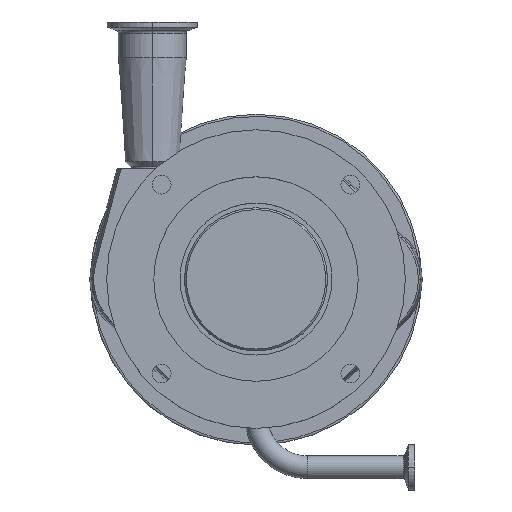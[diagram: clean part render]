
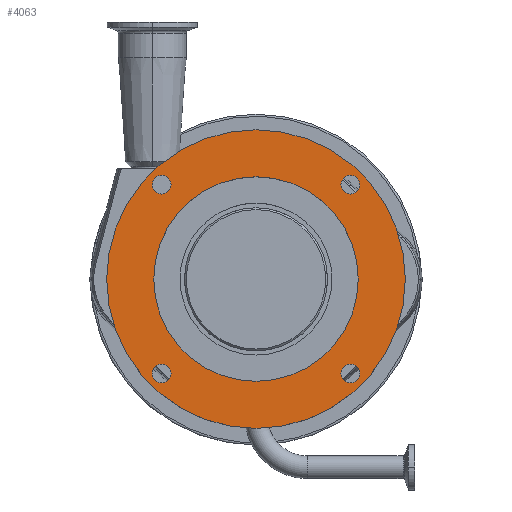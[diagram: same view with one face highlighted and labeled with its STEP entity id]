
A CAD part, top view. The second image highlights one B-rep face of the part: STEP entity #4063.
In plain terms, the highlighted planar face has unit normal (0, 0, 1).
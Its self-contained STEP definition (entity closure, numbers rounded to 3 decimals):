
#45 = DIRECTION ( 'NONE',  ( 1., 0., 0. ) ) ;
#142 = EDGE_LOOP ( 'NONE', ( #1272, #3587 ) ) ;
#237 = AXIS2_PLACEMENT_3D ( 'NONE', #4279, #4883, #8577 ) ;
#371 = CARTESIAN_POINT ( 'NONE',  ( -83.5, 0., -5.5 ) ) ;
#501 = ORIENTED_EDGE ( 'NONE', *, *, #2390, .F. ) ;
#526 = ORIENTED_EDGE ( 'NONE', *, *, #5883, .F. ) ;
#662 = EDGE_LOOP ( 'NONE', ( #2011, #526 ) ) ;
#765 = CARTESIAN_POINT ( 'NONE',  ( 0., 0., -5.5 ) ) ;
#789 = CARTESIAN_POINT ( 'NONE',  ( 52.759, 52.759, -5.5 ) ) ;
#872 = VERTEX_POINT ( 'NONE', #3821 ) ;
#953 = CIRCLE ( 'NONE', #5707, 5.25 ) ;
#1097 = CARTESIAN_POINT ( 'NONE',  ( 52.759, -52.759, -5.5 ) ) ;
#1110 = CIRCLE ( 'NONE', #6028, 5.25 ) ;
#1238 = FACE_BOUND ( 'NONE', #5342, .T. ) ;
#1272 = ORIENTED_EDGE ( 'NONE', *, *, #3302, .T. ) ;
#1298 = EDGE_LOOP ( 'NONE', ( #6454, #3810 ) ) ;
#1387 = EDGE_CURVE ( 'NONE', #1714, #8705, #7816, .T. ) ;
#1438 = FACE_BOUND ( 'NONE', #1298, .T. ) ;
#1515 = VERTEX_POINT ( 'NONE', #6139 ) ;
#1640 = CARTESIAN_POINT ( 'NONE',  ( 0., 0., -5.5 ) ) ;
#1663 = CARTESIAN_POINT ( 'NONE',  ( -58.009, -52.759, -5.5 ) ) ;
#1714 = VERTEX_POINT ( 'NONE', #3173 ) ;
#1722 = VERTEX_POINT ( 'NONE', #1663 ) ;
#1851 = VERTEX_POINT ( 'NONE', #6551 ) ;
#1889 = AXIS2_PLACEMENT_3D ( 'NONE', #5872, #8762, #2222 ) ;
#1914 = AXIS2_PLACEMENT_3D ( 'NONE', #765, #9384, #7223 ) ;
#2011 = ORIENTED_EDGE ( 'NONE', *, *, #2370, .F. ) ;
#2094 = EDGE_CURVE ( 'NONE', #5525, #1722, #953, .T. ) ;
#2222 = DIRECTION ( 'NONE',  ( 1., 0., 0. ) ) ;
#2253 = ORIENTED_EDGE ( 'NONE', *, *, #6830, .F. ) ;
#2278 = AXIS2_PLACEMENT_3D ( 'NONE', #4230, #3555, #3606 ) ;
#2287 = EDGE_CURVE ( 'NONE', #3063, #872, #2335, .T. ) ;
#2335 = CIRCLE ( 'NONE', #7823, 5.25 ) ;
#2370 = EDGE_CURVE ( 'NONE', #1851, #6554, #5110, .T. ) ;
#2390 = EDGE_CURVE ( 'NONE', #1515, #7623, #1110, .T. ) ;
#2513 = CIRCLE ( 'NONE', #7551, 5.25 ) ;
#2573 = CARTESIAN_POINT ( 'NONE',  ( 52.759, 52.759, -5.5 ) ) ;
#2628 = AXIS2_PLACEMENT_3D ( 'NONE', #4694, #8423, #7575 ) ;
#2728 = DIRECTION ( 'NONE',  ( 0., 0., 1. ) ) ;
#3055 = FACE_BOUND ( 'NONE', #662, .T. ) ;
#3063 = VERTEX_POINT ( 'NONE', #6870 ) ;
#3119 = ORIENTED_EDGE ( 'NONE', *, *, #2094, .F. ) ;
#3166 = ORIENTED_EDGE ( 'NONE', *, *, #3541, .F. ) ;
#3173 = CARTESIAN_POINT ( 'NONE',  ( 57.2, 0., -5.5 ) ) ;
#3284 = CIRCLE ( 'NONE', #237, 57.2 ) ;
#3302 = EDGE_CURVE ( 'NONE', #6732, #7052, #6502, .T. ) ;
#3541 = EDGE_CURVE ( 'NONE', #7623, #1515, #2513, .T. ) ;
#3548 = DIRECTION ( 'NONE',  ( 0., 0., 1. ) ) ;
#3555 = DIRECTION ( 'NONE',  ( 0., 0., 1. ) ) ;
#3587 = ORIENTED_EDGE ( 'NONE', *, *, #5086, .T. ) ;
#3606 = DIRECTION ( 'NONE',  ( 1., 0., 0. ) ) ;
#3619 = AXIS2_PLACEMENT_3D ( 'NONE', #6948, #3548, #4226 ) ;
#3716 = CARTESIAN_POINT ( 'NONE',  ( 83.5, 0., -5.5 ) ) ;
#3810 = ORIENTED_EDGE ( 'NONE', *, *, #6792, .F. ) ;
#3821 = CARTESIAN_POINT ( 'NONE',  ( -47.509, 52.759, -5.5 ) ) ;
#3843 = DIRECTION ( 'NONE',  ( 0., 0., 1. ) ) ;
#3869 = DIRECTION ( 'NONE',  ( 1., 0., 0. ) ) ;
#3955 = CARTESIAN_POINT ( 'NONE',  ( -57.2, 0., -5.5 ) ) ;
#4008 = CIRCLE ( 'NONE', #5977, 5.25 ) ;
#4050 = DIRECTION ( 'NONE',  ( 0., 0., 1. ) ) ;
#4063 = ADVANCED_FACE ( 'NONE', ( #1238, #4346, #3055, #5838, #7309, #1438 ), #7350, .T. ) ;
#4141 = DIRECTION ( 'NONE',  ( 1., 0., 0. ) ) ;
#4226 = DIRECTION ( 'NONE',  ( 1., 0., 0. ) ) ;
#4230 = CARTESIAN_POINT ( 'NONE',  ( 0., 0., -5.5 ) ) ;
#4279 = CARTESIAN_POINT ( 'NONE',  ( 0., 0., -5.5 ) ) ;
#4346 = FACE_BOUND ( 'NONE', #7263, .T. ) ;
#4529 = CIRCLE ( 'NONE', #3619, 5.25 ) ;
#4580 = CARTESIAN_POINT ( 'NONE',  ( -47.509, -52.759, -5.5 ) ) ;
#4589 = CARTESIAN_POINT ( 'NONE',  ( 47.509, 52.759, -5.5 ) ) ;
#4694 = CARTESIAN_POINT ( 'NONE',  ( 0., 0., -5.5 ) ) ;
#4883 = DIRECTION ( 'NONE',  ( 0., 0., 1. ) ) ;
#5018 = DIRECTION ( 'NONE',  ( 0., 0., 1. ) ) ;
#5040 = CARTESIAN_POINT ( 'NONE',  ( -52.759, -52.759, -5.5 ) ) ;
#5086 = EDGE_CURVE ( 'NONE', #7052, #6732, #6254, .T. ) ;
#5110 = CIRCLE ( 'NONE', #9021, 5.25 ) ;
#5320 = ORIENTED_EDGE ( 'NONE', *, *, #7415, .F. ) ;
#5342 = EDGE_LOOP ( 'NONE', ( #2253, #7853 ) ) ;
#5525 = VERTEX_POINT ( 'NONE', #4580 ) ;
#5561 = EDGE_LOOP ( 'NONE', ( #501, #3166 ) ) ;
#5583 = DIRECTION ( 'NONE',  ( 1., 0., 0. ) ) ;
#5707 = AXIS2_PLACEMENT_3D ( 'NONE', #6771, #8238, #5583 ) ;
#5838 = FACE_BOUND ( 'NONE', #5561, .T. ) ;
#5872 = CARTESIAN_POINT ( 'NONE',  ( 52.759, -52.759, -5.5 ) ) ;
#5883 = EDGE_CURVE ( 'NONE', #6554, #1851, #6914, .T. ) ;
#5977 = AXIS2_PLACEMENT_3D ( 'NONE', #5040, #7922, #7969 ) ;
#6028 = AXIS2_PLACEMENT_3D ( 'NONE', #2573, #2728, #4141 ) ;
#6139 = CARTESIAN_POINT ( 'NONE',  ( 58.009, 52.759, -5.5 ) ) ;
#6254 = CIRCLE ( 'NONE', #2278, 83.5 ) ;
#6434 = CARTESIAN_POINT ( 'NONE',  ( 47.509, -52.759, -5.5 ) ) ;
#6454 = ORIENTED_EDGE ( 'NONE', *, *, #1387, .F. ) ;
#6502 = CIRCLE ( 'NONE', #7092, 83.5 ) ;
#6551 = CARTESIAN_POINT ( 'NONE',  ( 58.009, -52.759, -5.5 ) ) ;
#6554 = VERTEX_POINT ( 'NONE', #6434 ) ;
#6613 = DIRECTION ( 'NONE',  ( 0., 0., 1. ) ) ;
#6732 = VERTEX_POINT ( 'NONE', #3716 ) ;
#6771 = CARTESIAN_POINT ( 'NONE',  ( -52.759, -52.759, -5.5 ) ) ;
#6792 = EDGE_CURVE ( 'NONE', #8705, #1714, #3284, .T. ) ;
#6830 = EDGE_CURVE ( 'NONE', #872, #3063, #4529, .T. ) ;
#6870 = CARTESIAN_POINT ( 'NONE',  ( -58.009, 52.759, -5.5 ) ) ;
#6914 = CIRCLE ( 'NONE', #1889, 5.25 ) ;
#6921 = DIRECTION ( 'NONE',  ( 1., 0., 0. ) ) ;
#6948 = CARTESIAN_POINT ( 'NONE',  ( -52.759, 52.759, -5.5 ) ) ;
#7052 = VERTEX_POINT ( 'NONE', #371 ) ;
#7092 = AXIS2_PLACEMENT_3D ( 'NONE', #1640, #3843, #8943 ) ;
#7223 = DIRECTION ( 'NONE',  ( 1., 0., 0. ) ) ;
#7263 = EDGE_LOOP ( 'NONE', ( #3119, #5320 ) ) ;
#7309 = FACE_OUTER_BOUND ( 'NONE', #142, .T. ) ;
#7350 = PLANE ( 'NONE',  #1914 ) ;
#7415 = EDGE_CURVE ( 'NONE', #1722, #5525, #4008, .T. ) ;
#7551 = AXIS2_PLACEMENT_3D ( 'NONE', #789, #5018, #45 ) ;
#7575 = DIRECTION ( 'NONE',  ( 1., 0., 0. ) ) ;
#7623 = VERTEX_POINT ( 'NONE', #4589 ) ;
#7816 = CIRCLE ( 'NONE', #2628, 57.2 ) ;
#7823 = AXIS2_PLACEMENT_3D ( 'NONE', #8748, #6613, #3869 ) ;
#7853 = ORIENTED_EDGE ( 'NONE', *, *, #2287, .F. ) ;
#7922 = DIRECTION ( 'NONE',  ( 0., 0., 1. ) ) ;
#7969 = DIRECTION ( 'NONE',  ( 1., 0., 0. ) ) ;
#8238 = DIRECTION ( 'NONE',  ( 0., 0., 1. ) ) ;
#8423 = DIRECTION ( 'NONE',  ( 0., 0., 1. ) ) ;
#8577 = DIRECTION ( 'NONE',  ( 1., 0., 0. ) ) ;
#8705 = VERTEX_POINT ( 'NONE', #3955 ) ;
#8748 = CARTESIAN_POINT ( 'NONE',  ( -52.759, 52.759, -5.5 ) ) ;
#8762 = DIRECTION ( 'NONE',  ( 0., 0., 1. ) ) ;
#8943 = DIRECTION ( 'NONE',  ( 1., 0., 0. ) ) ;
#9021 = AXIS2_PLACEMENT_3D ( 'NONE', #1097, #4050, #6921 ) ;
#9384 = DIRECTION ( 'NONE',  ( 0., 0., 1. ) ) ;
